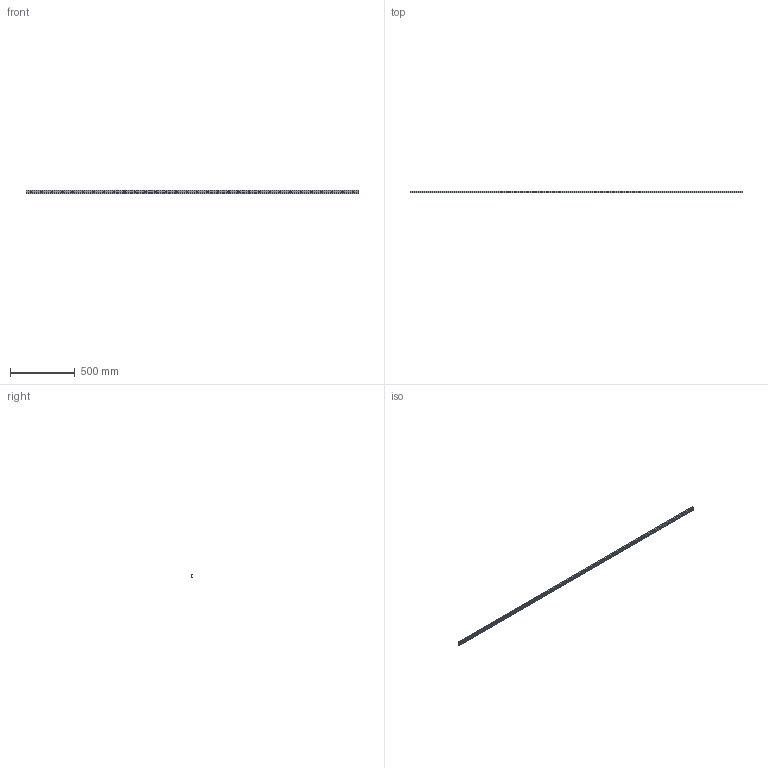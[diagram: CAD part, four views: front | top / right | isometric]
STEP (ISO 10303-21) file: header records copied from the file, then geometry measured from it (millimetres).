
FILE_DESCRIPTION((''),'2;1');
FILE_NAME('LCX 28H-2560.C.stp','2016-04-28T08:33:25',('MRathmann'),(''),'Autodesk Inventor 2012','Autodesk Inventor 2012','');
FILE_SCHEMA(('CONFIG_CONTROL_DESIGN'));
Length unit declared in the file: millimetre
Products named in the file (1): LCX 28H-2560.C
Bounding box: 2560 x 12.3 x 28 mm (x, y, z)
Volume: 413926.8 mm3; surface area: 248121.8 mm2
Topology: 1 solids, 1 shells, 120 faces, 290 edges, 204 vertices
Faces by surface type: cylinder 75, plane 45
Full cylindrical faces by diameter (mm): 6.4 x32, 11 x32
Entity records: 3166 total; most frequent: DIRECTION 586, CARTESIAN_POINT 487, ORIENTED_EDGE 388, EDGE_LOOP 280, AXIS2_PLACEMENT_3D 271, EDGE_CURVE 194, VERTEX_POINT 172, FACE_BOUND 160
